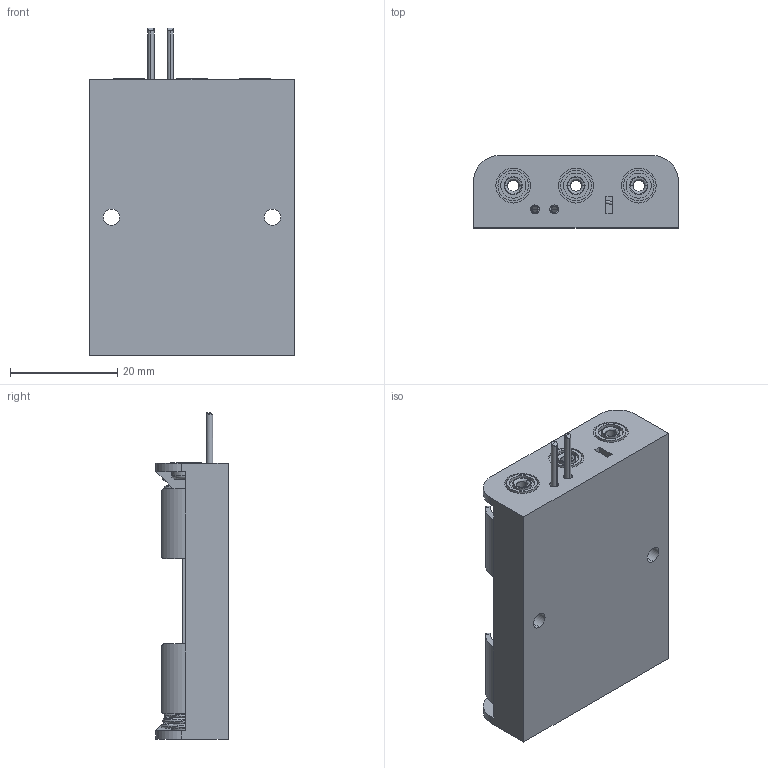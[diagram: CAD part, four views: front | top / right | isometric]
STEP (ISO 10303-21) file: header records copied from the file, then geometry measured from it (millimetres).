
FILE_DESCRIPTION (( 'STEP AP203' ), '1' );
FILE_NAME ('7712K18_Battery Holder.STEP', '2021-07-09T18:13:00', ( 'Administrator' ), ( 'Managed by Terraform' ), 'SwSTEP 2.0', 'SolidWorks 2017', '' );
FILE_SCHEMA (( 'CONFIG_CONTROL_DESIGN' ));
Length unit declared in the file: inch
Products named in the file (1): 7712K18_Battery Holder
Bounding box: 38.1 x 13.46 x 60.96 mm (x, y, z)
Volume: 8104.4 mm3; surface area: 10090.1 mm2
Topology: 1 solids, 1 shells, 284 faces, 712 edges, 446 vertices
Faces by surface type: cylinder 118, plane 102, bspline 64
Entity records: 16893 total; most frequent: CARTESIAN_POINT 10231, ORIENTED_EDGE 1416, DIRECTION 1337, EDGE_CURVE 708, AXIS2_PLACEMENT_3D 522, VERTEX_POINT 444, EDGE_LOOP 338, CIRCLE 301
